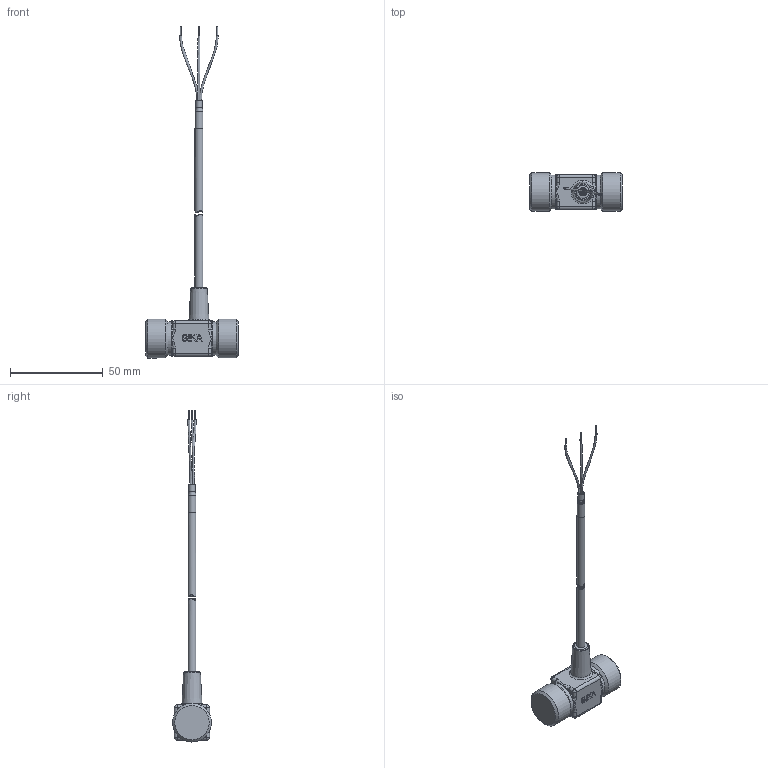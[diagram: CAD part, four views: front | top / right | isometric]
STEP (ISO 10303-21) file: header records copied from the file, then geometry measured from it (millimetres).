
FILE_DESCRIPTION(/* description */ (''),/* implementation_level */ '2;1');
FILE_NAME(/* name */ 'VY1030MSHN10A3_STEP.stp',/* time_stamp */ '2016-08-24T13:59:32+02:00',/* author */ ('graß'),/* organization */ (''),/* preprocessor_version */ 'ST-DEVELOPER v15.2',/* originating_system */ 'Autodesk Inventor 2014',/* authorisation */ '');
FILE_SCHEMA (('AUTOMOTIVE_DESIGN { 1 0 10303 214 3 1 1 }'));
Length unit declared in the file: millimetre
Products named in the file (1): Bauteil
Bounding box: 50 x 20.95 x 178.98 mm (x, y, z)
Volume: 19403.7 mm3; surface area: 8472.9 mm2
Topology: 5 solids, 6 shells, 192 faces, 453 edges, 259 vertices
Faces by surface type: plane 70, cylinder 56, bspline 50, sphere 8, cone 6, torus 2
Full cylindrical faces by diameter (mm): 0.422 x3, 1.022 x6, 2.83 x1, 3.3 x1, 3.499 x1, 3.5 x1, 4.169 x1, 4.3 x2, 18.2 x2, 19 x2, 20.955 x2
Entity records: 7296 total; most frequent: CARTESIAN_POINT 3124, ORIENTED_EDGE 806, DIRECTION 713, EDGE_CURVE 397, AXIS2_PLACEMENT_3D 268, VERTEX_POINT 253, EDGE_LOOP 235, STYLED_ITEM 194
